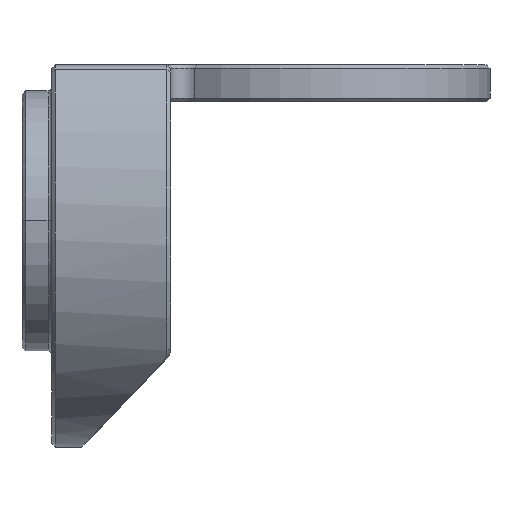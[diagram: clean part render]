
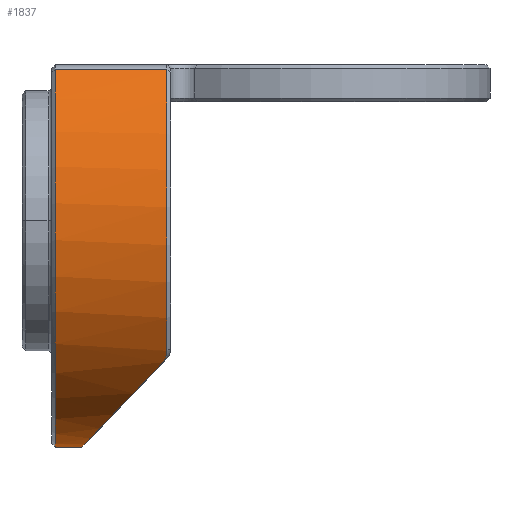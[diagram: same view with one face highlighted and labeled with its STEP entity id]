
A CAD part, left-side view. The second image highlights one B-rep face of the part: STEP entity #1837.
In plain terms, the highlighted cylindrical face has radius 30.5 mm (diameter 61 mm), a partial arc.
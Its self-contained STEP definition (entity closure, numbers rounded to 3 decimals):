
#16 = CARTESIAN_POINT ( 'NONE',  ( -23.882, 7.955, -18.972 ) ) ;
#64 = EDGE_CURVE ( 'NONE', #3774, #3078, #4709, .T. ) ;
#82 = CARTESIAN_POINT ( 'NONE',  ( -24.598, 7.546, -18.034 ) ) ;
#136 = CARTESIAN_POINT ( 'NONE',  ( 0., 0., 0. ) ) ;
#280 = CARTESIAN_POINT ( 'NONE',  ( -17.407, 13.768, -25.073 ) ) ;
#320 = ORIENTED_EDGE ( 'NONE', *, *, #4426, .F. ) ;
#381 = CARTESIAN_POINT ( 'NONE',  ( -24.714, 7.523, -17.874 ) ) ;
#426 = CARTESIAN_POINT ( 'NONE',  ( -24.98, 7.5, -17.501 ) ) ;
#647 = CARTESIAN_POINT ( 'NONE',  ( -13.458, 16., -27.394 ) ) ;
#669 = CARTESIAN_POINT ( 'NONE',  ( -2.484, 18.967, -30.466 ) ) ;
#696 = CARTESIAN_POINT ( 'NONE',  ( -0.5, 18.999, -30.498 ) ) ;
#721 = CARTESIAN_POINT ( 'NONE',  ( -14.452, 15.51, -26.885 ) ) ;
#798 = CARTESIAN_POINT ( 'NONE',  ( -24.462, 7.586, -18.218 ) ) ;
#816 = CARTESIAN_POINT ( 'NONE',  ( -24.788, 7.512, -17.771 ) ) ;
#868 = DIRECTION ( 'NONE',  ( 1., 0., 0. ) ) ;
#908 = EDGE_CURVE ( 'NONE', #3078, #3931, #4077, .T. ) ;
#1037 = ORIENTED_EDGE ( 'NONE', *, *, #64, .F. ) ;
#1170 = CARTESIAN_POINT ( 'NONE',  ( -22.733, 22.5, 20.333 ) ) ;
#1328 = LINE ( 'NONE', #4241, #3923 ) ;
#1433 = CARTESIAN_POINT ( 'NONE',  ( -10.465, 17.292, -28.733 ) ) ;
#1482 = CARTESIAN_POINT ( 'NONE',  ( -23.81, 8.039, -19.061 ) ) ;
#1490 = CARTESIAN_POINT ( 'NONE',  ( -23.81, 8.039, -19.061 ) ) ;
#1512 = CARTESIAN_POINT ( 'NONE',  ( -24.957, 7.5, -17.533 ) ) ;
#1516 = CYLINDRICAL_SURFACE ( 'NONE', #4455, 30.5 ) ;
#1524 = CARTESIAN_POINT ( 'NONE',  ( 0., 22.5, 0. ) ) ;
#1604 = CARTESIAN_POINT ( 'NONE',  ( -22.733, 7.5, 20.333 ) ) ;
#1629 = EDGE_CURVE ( 'NONE', #1654, #3931, #4525, .T. ) ;
#1647 = ORIENTED_EDGE ( 'NONE', *, *, #1629, .T. ) ;
#1654 = VERTEX_POINT ( 'NONE', #1170 ) ;
#1697 = DIRECTION ( 'NONE',  ( -0.745, 0., 0.667 ) ) ;
#1744 = CARTESIAN_POINT ( 'NONE',  ( -0.5, 18.999, -30.498 ) ) ;
#1837 = ADVANCED_FACE ( 'NONE', ( #2648 ), #1516, .T. ) ;
#1852 = CARTESIAN_POINT ( 'NONE',  ( -24.31, 7.65, -18.42 ) ) ;
#1856 = ORIENTED_EDGE ( 'NONE', *, *, #2833, .T. ) ;
#1956 = DIRECTION ( 'NONE',  ( 0., -1., 0. ) ) ;
#2009 = DIRECTION ( 'NONE',  ( 0., -1., 0. ) ) ;
#2188 = CARTESIAN_POINT ( 'NONE',  ( -24.893, 7.502, -17.624 ) ) ;
#2204 = CARTESIAN_POINT ( 'NONE',  ( -16.427, 14.393, -25.724 ) ) ;
#2261 = CARTESIAN_POINT ( 'NONE',  ( -23.992, 7.85, -18.833 ) ) ;
#2332 = DIRECTION ( 'NONE',  ( 0., 1., 0. ) ) ;
#2397 = CARTESIAN_POINT ( 'NONE',  ( 0., 7.5, 0. ) ) ;
#2436 = AXIS2_PLACEMENT_3D ( 'NONE', #1524, #1956, #3075 ) ;
#2467 = CARTESIAN_POINT ( 'NONE',  ( -0.5, 21.333, -30.496 ) ) ;
#2474 = EDGE_CURVE ( 'NONE', #4596, #3591, #2770, .T. ) ;
#2574 = CARTESIAN_POINT ( 'NONE',  ( -24.981, 7.5, -17.499 ) ) ;
#2648 = FACE_OUTER_BOUND ( 'NONE', #2837, .T. ) ;
#2765 = CARTESIAN_POINT ( 'NONE',  ( -0.5, 22.5, -30.496 ) ) ;
#2770 = CIRCLE ( 'NONE', #3076, 30.5 ) ;
#2833 = EDGE_CURVE ( 'NONE', #4596, #1654, #1328, .T. ) ;
#2837 = EDGE_LOOP ( 'NONE', ( #1037, #320, #3574, #1856, #1647, #3448 ) ) ;
#2873 = CARTESIAN_POINT ( 'NONE',  ( -8.459, 17.914, -29.376 ) ) ;
#2930 = CARTESIAN_POINT ( 'NONE',  ( -0.5, 20.166, -30.497 ) ) ;
#2968 = CARTESIAN_POINT ( 'NONE',  ( -24.978, 7.5, -17.503 ) ) ;
#2993 = CARTESIAN_POINT ( 'NONE',  ( -24.926, 7.501, -17.577 ) ) ;
#3075 = DIRECTION ( 'NONE',  ( -0.745, 0., 0.667 ) ) ;
#3076 = AXIS2_PLACEMENT_3D ( 'NONE', #2397, #2009, #1697 ) ;
#3078 = VERTEX_POINT ( 'NONE', #3641 ) ;
#3281 = CARTESIAN_POINT ( 'NONE',  ( -22.102, 9.926, -21.055 ) ) ;
#3306 = CARTESIAN_POINT ( 'NONE',  ( -20.256, 11.63, -22.842 ) ) ;
#3339 = CARTESIAN_POINT ( 'NONE',  ( -24.948, 7.5, -17.546 ) ) ;
#3411 = CARTESIAN_POINT ( 'NONE',  ( -24.98, 7.5, -17.499 ) ) ;
#3448 = ORIENTED_EDGE ( 'NONE', *, *, #908, .F. ) ;
#3574 = ORIENTED_EDGE ( 'NONE', *, *, #2474, .F. ) ;
#3591 = VERTEX_POINT ( 'NONE', #4513 ) ;
#3641 = CARTESIAN_POINT ( 'NONE',  ( -0.5, 18.999, -30.498 ) ) ;
#3654 = B_SPLINE_CURVE_WITH_KNOTS ( 'NONE', 3,
 ( #2574, #3411, #426, #2968, #4138, #4065, #3707, #1512, #3339, #2993, #2188, #4781, #816, #381, #82, #798, #1852, #3734, #2261, #16, #1490 ),
 .UNSPECIFIED., .F., .F.,
 ( 4, 1, 1, 1, 1, 1, 1, 1, 1, 1, 1, 1, 1, 1, 1, 1, 1, 1, 4 ),
 ( 0., 0.001, 0.002, 0.004, 0.008, 0.012, 0.016, 0.023, 0.031, 0.063, 0.094, 0.125, 0.188, 0.25, 0.375, 0.5, 0.625, 0.75, 1. ),
 .UNSPECIFIED. ) ;
#3701 = CARTESIAN_POINT ( 'NONE',  ( -23.81, 8.039, -19.061 ) ) ;
#3707 = CARTESIAN_POINT ( 'NONE',  ( -24.964, 7.5, -17.522 ) ) ;
#3734 = CARTESIAN_POINT ( 'NONE',  ( -24.167, 7.729, -18.607 ) ) ;
#3774 = VERTEX_POINT ( 'NONE', #3701 ) ;
#3923 = VECTOR ( 'NONE', #4574, 1000. ) ;
#3931 = VERTEX_POINT ( 'NONE', #2765 ) ;
#3959 = CARTESIAN_POINT ( 'NONE',  ( -0.5, 22.5, -30.496 ) ) ;
#4036 = CARTESIAN_POINT ( 'NONE',  ( -19.321, 12.387, -23.633 ) ) ;
#4065 = CARTESIAN_POINT ( 'NONE',  ( -24.97, 7.5, -17.514 ) ) ;
#4077 = B_SPLINE_CURVE_WITH_KNOTS ( 'NONE', 3,
 ( #1744, #2930, #2467, #3959 ),
 .UNSPECIFIED., .F., .F.,
 ( 4, 4 ),
 ( 0., 1. ),
 .UNSPECIFIED. ) ;
#4138 = CARTESIAN_POINT ( 'NONE',  ( -24.975, 7.5, -17.508 ) ) ;
#4241 = CARTESIAN_POINT ( 'NONE',  ( -22.733, 7.5, 20.333 ) ) ;
#4350 = CARTESIAN_POINT ( 'NONE',  ( -4.47, 18.75, -30.242 ) ) ;
#4426 = EDGE_CURVE ( 'NONE', #3591, #3774, #3654, .T. ) ;
#4455 = AXIS2_PLACEMENT_3D ( 'NONE', #136, #2332, #868 ) ;
#4513 = CARTESIAN_POINT ( 'NONE',  ( -24.981, 7.5, -17.499 ) ) ;
#4525 = CIRCLE ( 'NONE', #2436, 30.5 ) ;
#4574 = DIRECTION ( 'NONE',  ( 0., 1., 0. ) ) ;
#4596 = VERTEX_POINT ( 'NONE', #1604 ) ;
#4709 = B_SPLINE_CURVE_WITH_KNOTS ( 'NONE', 3,
 ( #1482, #4748, #3281, #3306, #4036, #280, #2204, #721, #647, #1433, #2873, #4350, #669, #696 ),
 .UNSPECIFIED., .F., .F.,
 ( 4, 2, 2, 2, 2, 2, 4 ),
 ( 0., 0.125, 0.25, 0.375, 0.5, 0.75, 1. ),
 .UNSPECIFIED. ) ;
#4748 = CARTESIAN_POINT ( 'NONE',  ( -23.01, 8.982, -20.06 ) ) ;
#4781 = CARTESIAN_POINT ( 'NONE',  ( -24.848, 7.506, -17.687 ) ) ;
